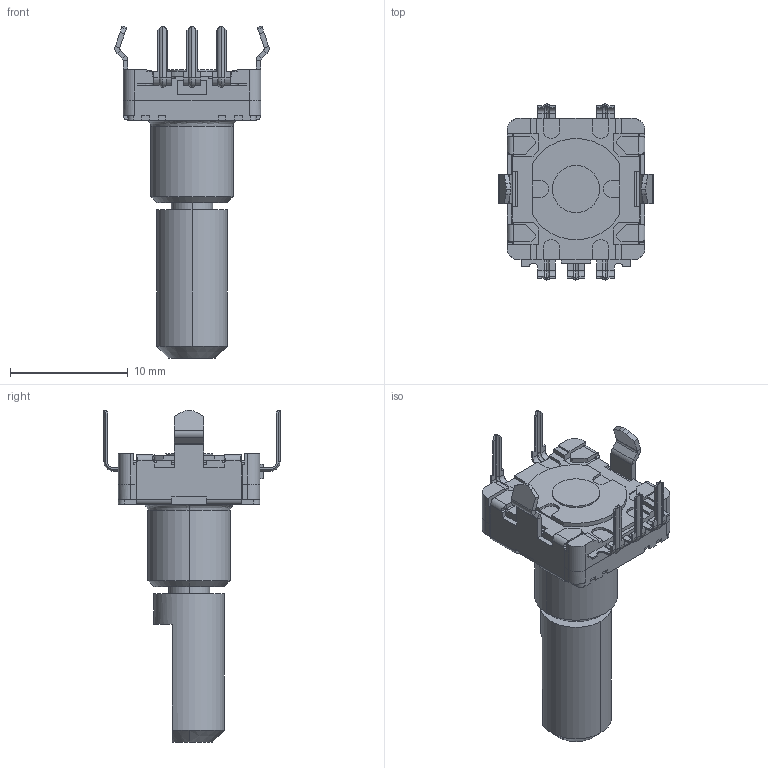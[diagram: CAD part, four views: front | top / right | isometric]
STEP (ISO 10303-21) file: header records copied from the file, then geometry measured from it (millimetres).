
FILE_DESCRIPTION(('STEP AP214'),'1');
FILE_NAME('ec11e18244au.stp','2020-10-29T07:57:38',('TraceParts'),('TraceParts S.A.'),'Spatial InterOp 3D',' ',' ');
FILE_SCHEMA(('AUTOMOTIVE_DESIGN { 1 0 10303 214 1 1 1 1 }'));
Length unit declared in the file: millimetre
Products named in the file (1): ec11e18244au
Bounding box: 13.1 x 14.95 x 28.2 mm (x, y, z)
Volume: 1119.4 mm3; surface area: 1234.4 mm2
Topology: 1 solids, 1 shells, 601 faces, 1513 edges, 926 vertices
Faces by surface type: plane 395, cylinder 163, bspline 32, cone 11
Entity records: 23157 total; most frequent: CARTESIAN_POINT 3991, ORIENTED_EDGE 3026, DIRECTION 2924, EDGE_CURVE 1513, LINE 1142, VECTOR 1142, VERTEX_POINT 926, AXIS2_PLACEMENT_3D 891
